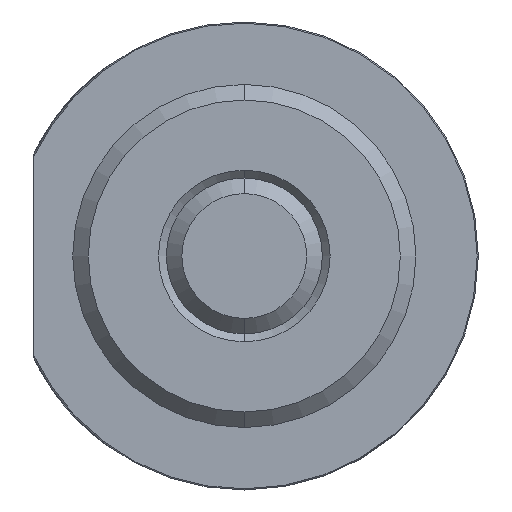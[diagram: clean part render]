
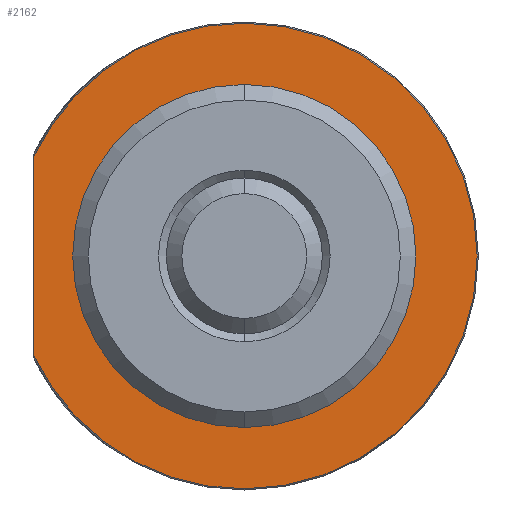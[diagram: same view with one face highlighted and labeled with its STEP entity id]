
A CAD part, left-side view. The second image highlights one B-rep face of the part: STEP entity #2162.
In plain terms, the highlighted planar face has unit normal (-1, 0, 0).
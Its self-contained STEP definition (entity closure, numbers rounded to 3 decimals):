
#18 = FACE_OUTER_BOUND ( 'NONE', #727, .T. ) ;
#25 = FACE_BOUND ( 'NONE', #715, .T. ) ;
#56 = CARTESIAN_POINT ( 'NONE',  ( 22., 0., 0. ) ) ;
#66 = DIRECTION ( 'NONE',  ( 0., 0., -1. ) ) ;
#67 = CARTESIAN_POINT ( 'NONE',  ( 22., 13.5, 0. ) ) ;
#88 = DIRECTION ( 'NONE',  ( 0., 0., 1. ) ) ;
#91 = DIRECTION ( 'NONE',  ( -1., 0., 0. ) ) ;
#120 = CARTESIAN_POINT ( 'NONE',  ( 22., 0., 0. ) ) ;
#169 = DIRECTION ( 'NONE',  ( 0., 0., -1. ) ) ;
#170 = DIRECTION ( 'NONE',  ( -1., 0., 0. ) ) ;
#172 = CARTESIAN_POINT ( 'NONE',  ( 22., 0., 0. ) ) ;
#371 = CARTESIAN_POINT ( 'NONE',  ( 22., 13.5, -6.37 ) ) ;
#381 = CARTESIAN_POINT ( 'NONE',  ( 22., 0., -11. ) ) ;
#383 = CARTESIAN_POINT ( 'NONE',  ( 22., 0., 11. ) ) ;
#419 = CARTESIAN_POINT ( 'NONE',  ( 22., 0., -14.927 ) ) ;
#423 = CARTESIAN_POINT ( 'NONE',  ( 22., 13.5, 6.37 ) ) ;
#427 = CARTESIAN_POINT ( 'NONE',  ( 22., 0., 14.927 ) ) ;
#514 = VERTEX_POINT ( 'NONE', #427 ) ;
#518 = VERTEX_POINT ( 'NONE', #423 ) ;
#522 = VERTEX_POINT ( 'NONE', #419 ) ;
#555 = VERTEX_POINT ( 'NONE', #383 ) ;
#556 = VERTEX_POINT ( 'NONE', #381 ) ;
#562 = VERTEX_POINT ( 'NONE', #371 ) ;
#642 = DIRECTION ( 'NONE',  ( 0., 0., 1. ) ) ;
#643 = DIRECTION ( 'NONE',  ( -1., 0., 0. ) ) ;
#648 = DIRECTION ( 'NONE',  ( 0., 0., -1. ) ) ;
#650 = DIRECTION ( 'NONE',  ( -1., 0., 0. ) ) ;
#652 = CARTESIAN_POINT ( 'NONE',  ( 22., 0., 0. ) ) ;
#715 = EDGE_LOOP ( 'NONE', ( #1320, #1319 ) ) ;
#727 = EDGE_LOOP ( 'NONE', ( #1324, #1323, #1322, #1321 ) ) ;
#820 = AXIS2_PLACEMENT_3D ( 'NONE', #652, #650, #648 ) ;
#822 = AXIS2_PLACEMENT_3D ( 'NONE', #56, #643, #642 ) ;
#829 = AXIS2_PLACEMENT_3D ( 'NONE', #120, #91, #88 ) ;
#837 = AXIS2_PLACEMENT_3D ( 'NONE', #172, #170, #169 ) ;
#897 = EDGE_CURVE ( 'NONE', #522, #514, #1622, .T. ) ;
#918 = EDGE_CURVE ( 'NONE', #555, #556, #1654, .T. ) ;
#925 = EDGE_CURVE ( 'NONE', #518, #562, #1661, .T. ) ;
#931 = EDGE_CURVE ( 'NONE', #556, #555, #1670, .T. ) ;
#935 = EDGE_CURVE ( 'NONE', #562, #522, #1672, .T. ) ;
#1056 = EDGE_CURVE ( 'NONE', #514, #518, #1818, .T. ) ;
#1319 = ORIENTED_EDGE ( 'NONE', *, *, #931, .F. ) ;
#1320 = ORIENTED_EDGE ( 'NONE', *, *, #918, .F. ) ;
#1321 = ORIENTED_EDGE ( 'NONE', *, *, #925, .T. ) ;
#1322 = ORIENTED_EDGE ( 'NONE', *, *, #1056, .T. ) ;
#1323 = ORIENTED_EDGE ( 'NONE', *, *, #897, .T. ) ;
#1324 = ORIENTED_EDGE ( 'NONE', *, *, #935, .T. ) ;
#1622 = CIRCLE ( 'NONE', #837, 14.927 ) ;
#1654 = CIRCLE ( 'NONE', #829, 11. ) ;
#1661 = LINE ( 'NONE', #67, #1662 ) ;
#1662 = VECTOR ( 'NONE', #66, 1000. ) ;
#1670 = CIRCLE ( 'NONE', #822, 11. ) ;
#1672 = CIRCLE ( 'NONE', #820, 14.927 ) ;
#1818 = CIRCLE ( 'NONE', #3094, 14.927 ) ;
#2162 = ADVANCED_FACE ( 'NONE', ( #18, #25 ), #2992, .F. ) ;
#2538 = CARTESIAN_POINT ( 'NONE',  ( 22., 0., 0. ) ) ;
#2544 = DIRECTION ( 'NONE',  ( -1., 0., 0. ) ) ;
#2545 = DIRECTION ( 'NONE',  ( 0., 0., -1. ) ) ;
#2991 = CARTESIAN_POINT ( 'NONE',  ( 22., 11., 0. ) ) ;
#2992 = PLANE ( 'NONE',  #3227 ) ;
#2993 = DIRECTION ( 'NONE',  ( 1., 0., 0. ) ) ;
#2994 = DIRECTION ( 'NONE',  ( 0., 0., -1. ) ) ;
#3094 = AXIS2_PLACEMENT_3D ( 'NONE', #2538, #2544, #2545 ) ;
#3227 = AXIS2_PLACEMENT_3D ( 'NONE', #2991, #2993, #2994 ) ;
